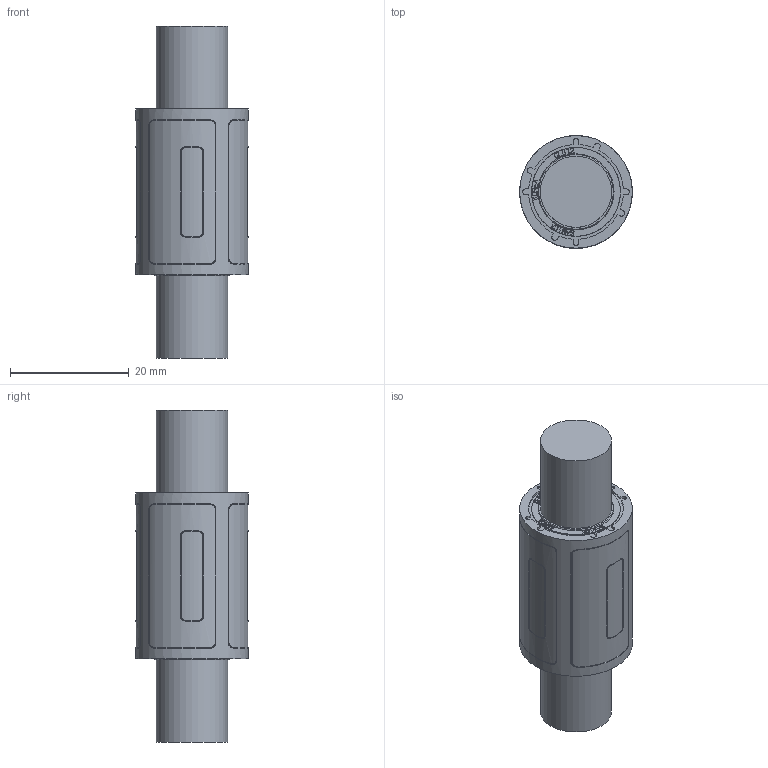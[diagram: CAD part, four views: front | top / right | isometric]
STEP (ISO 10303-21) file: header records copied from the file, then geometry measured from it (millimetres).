
FILE_DESCRIPTION((''),'2;1');
FILE_NAME('CLB 12 UU.stp','2013-02-18T09:27:15',('user2'),(''),'Autodesk Inventor 2012','Autodesk Inventor 2012','');
FILE_SCHEMA(('AUTOMOTIVE_DESIGN { 1 0 10303 214 1 1 1 1 }'));
Length unit declared in the file: millimetre
Products named in the file (1): CLB 12 UU
Bounding box: 19 x 19 x 56 mm (x, y, z)
Volume: 10978.4 mm3; surface area: 5342.3 mm2
Topology: 1 solids, 1 shells, 1003 faces, 2804 edges, 1870 vertices
Faces by surface type: bspline 572, plane 320, cylinder 109, cone 2
Full cylindrical faces by diameter (mm): 12 x2, 15 x2, 19 x1
Entity records: 33864 total; most frequent: CARTESIAN_POINT 11990, ORIENTED_EDGE 5584, EDGE_CURVE 2792, DIRECTION 2622, VERTEX_POINT 1866, VECTOR 1410, LINE 1410, EDGE_LOOP 1078
